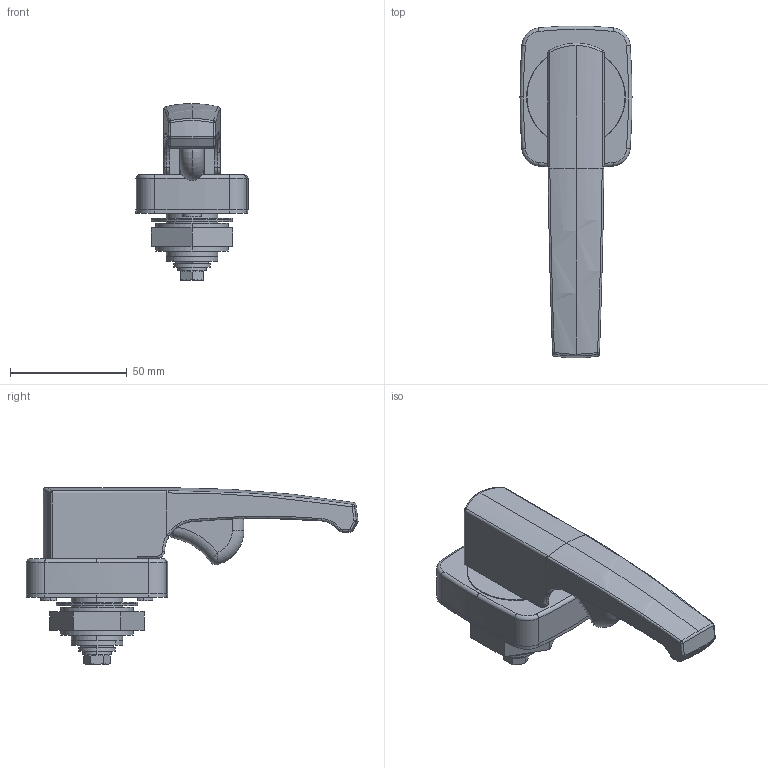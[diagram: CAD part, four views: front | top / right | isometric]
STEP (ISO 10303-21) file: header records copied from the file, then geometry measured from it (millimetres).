
FILE_DESCRIPTION (( 'STEP AP203' ), '1' );
FILE_NAME ('A-130-2-2.STEP', '2020-01-31T07:50:42', ( '' ), ( '' ), 'SwSTEP 2.0', 'SolidWorks 2018', '' );
FILE_SCHEMA (( 'CONFIG_CONTROL_DESIGN' ));
Length unit declared in the file: millimetre
Products named in the file (10): A-130-2-2_スペーサー_; A-130-2-2_平座金_; A-130-2-2_トリガー_; A-130-2-2_パッキン_; A-130-2-2_六角ボルト_内径基準ver1.03__M6x12十字穴付六角ボルト(SUS)SWシングルセムス(P2); A-130-2-2_ナット_; A-130-2-2; A-130-2-2_ハンドル_; A-130-2-2_歯付座金_; A-130-2-2_ベース_
Assembly tree (9 placements, depth 2):
  A-130-2-2
    A-130-2-2_ベース_
    A-130-2-2_ハンドル_
    A-130-2-2_トリガー_
    A-130-2-2_ナット_
    A-130-2-2_パッキン_
    A-130-2-2_歯付座金_
    A-130-2-2_六角ボルト_内径基準ver1.03__M6x12十字穴付六角ボルト(SUS)SWシングルセムス(P2)
    A-130-2-2_平座金_
    A-130-2-2_スペーサー_
Bounding box: 48 x 142.28 x 75.7 mm (x, y, z)
Volume: 94500 mm3; surface area: 48636.2 mm2
Topology: 9 solids, 9 shells, 538 faces, 1351 edges, 835 vertices
Faces by surface type: plane 201, cylinder 164, cone 66, bspline 53, torus 42, sphere 12
Entity records: 19663 total; most frequent: CARTESIAN_POINT 6155, ORIENTED_EDGE 2678, DIRECTION 2568, EDGE_CURVE 1339, AXIS2_PLACEMENT_3D 1010, VERTEX_POINT 835, EDGE_LOOP 566, VECTOR 548
